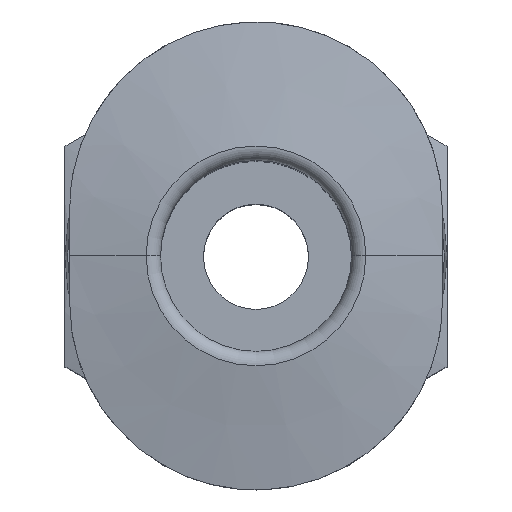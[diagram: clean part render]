
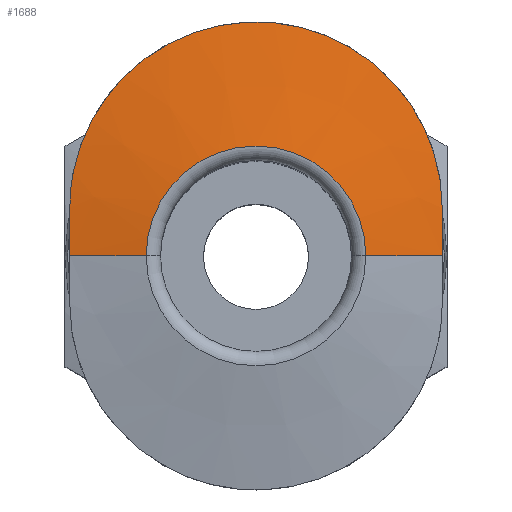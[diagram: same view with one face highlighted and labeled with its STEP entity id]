
A CAD part, top view. The second image highlights one B-rep face of the part: STEP entity #1688.
In plain terms, the highlighted conical face has half-angle 80 degrees and reference radius 4.935 mm.
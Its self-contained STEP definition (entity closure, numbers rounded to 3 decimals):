
#46 = CARTESIAN_POINT ( 'NONE',  ( -3.774, 2.014, 12.852 ) ) ;
#63 = VERTEX_POINT ( 'NONE', #725 ) ;
#89 = CARTESIAN_POINT ( 'NONE',  ( -3.9, 0.334, 12.918 ) ) ;
#99 = EDGE_CURVE ( 'NONE', #289, #776, #303, .T. ) ;
#101 = AXIS2_PLACEMENT_3D ( 'NONE', #441, #1493, #1381 ) ;
#131 = CARTESIAN_POINT ( 'NONE',  ( 3.9, 0., 12.918 ) ) ;
#167 = CARTESIAN_POINT ( 'NONE',  ( -3.9, 1., 12.896 ) ) ;
#173 = CARTESIAN_POINT ( 'NONE',  ( -3.701, 2.257, 12.842 ) ) ;
#252 = CARTESIAN_POINT ( 'NONE',  ( 4.935, 0., 12.735 ) ) ;
#275 = CIRCLE ( 'NONE', #101, 2.3 ) ;
#276 = CARTESIAN_POINT ( 'NONE',  ( 0., 0., 12.735 ) ) ;
#281 = DIRECTION ( 'NONE',  ( -1., 0., 0. ) ) ;
#289 = VERTEX_POINT ( 'NONE', #1347 ) ;
#290 = CARTESIAN_POINT ( 'NONE',  ( 3.9, 1., 12.896 ) ) ;
#303 = LINE ( 'NONE', #1055, #593 ) ;
#312 = CARTESIAN_POINT ( 'NONE',  ( 0.257, 4.9, 12.742 ) ) ;
#340 = DIRECTION ( 'NONE',  ( -0.985, 0., -0.174 ) ) ;
#413 = VERTEX_POINT ( 'NONE', #1228 ) ;
#426 = CARTESIAN_POINT ( 'NONE',  ( -1.954, 4.384, 12.76 ) ) ;
#430 = ORIENTED_EDGE ( 'NONE', *, *, #99, .F. ) ;
#431 = CARTESIAN_POINT ( 'NONE',  ( -3.874, 1.515, 12.873 ) ) ;
#437 = CARTESIAN_POINT ( 'NONE',  ( -1.726, 4.507, 12.756 ) ) ;
#441 = CARTESIAN_POINT ( 'NONE',  ( 0., 0., 13.2 ) ) ;
#444 = CARTESIAN_POINT ( 'NONE',  ( -1.011, 4.775, 12.746 ) ) ;
#452 = ORIENTED_EDGE ( 'NONE', *, *, #1066, .T. ) ;
#456 = AXIS2_PLACEMENT_3D ( 'NONE', #276, #808, #281 ) ;
#519 = DIRECTION ( 'NONE',  ( 0.985, 0., -0.174 ) ) ;
#537 = CARTESIAN_POINT ( 'NONE',  ( 3.9, 0.667, 12.91 ) ) ;
#552 = CARTESIAN_POINT ( 'NONE',  ( 3.701, 2.256, 12.843 ) ) ;
#567 = B_SPLINE_CURVE_WITH_KNOTS ( 'NONE', 3,
 ( #784, #1057, #712, #1091, #552, #1508, #977, #829, #1389, #984, #577, #1645, #968, #1252, #570, #693, #312, #1096, #1495, #444, #688, #437, #426, #1635, #841, #1640, #1235, #1369, #1240, #173, #46, #431, #824, #167 ),
 .UNSPECIFIED., .F., .F.,
 ( 4, 2, 2, 2, 2, 2, 2, 2, 2, 2, 2, 2, 2, 2, 2, 2, 4 ),
 ( 0., 0.001, 0.002, 0.002, 0.003, 0.004, 0.005, 0.005, 0.006, 0.007, 0.008, 0.008, 0.009, 0.01, 0.011, 0.011, 0.012 ),
 .UNSPECIFIED. ) ;
#570 = CARTESIAN_POINT ( 'NONE',  ( 1.014, 4.775, 12.746 ) ) ;
#577 = CARTESIAN_POINT ( 'NONE',  ( 2.382, 4.099, 12.771 ) ) ;
#593 = VECTOR ( 'NONE', #340, 1000. ) ;
#634 = VECTOR ( 'NONE', #519, 1000. ) ;
#640 = CARTESIAN_POINT ( 'NONE',  ( -3.9, 0., 12.918 ) ) ;
#649 = EDGE_CURVE ( 'NONE', #413, #776, #1564, .T. ) ;
#688 = CARTESIAN_POINT ( 'NONE',  ( -1.254, 4.702, 12.749 ) ) ;
#693 = CARTESIAN_POINT ( 'NONE',  ( 0.51, 4.875, 12.742 ) ) ;
#710 = EDGE_LOOP ( 'NONE', ( #452, #1304, #1153, #1147, #1300, #430 ) ) ;
#712 = CARTESIAN_POINT ( 'NONE',  ( 3.875, 1.511, 12.874 ) ) ;
#725 = CARTESIAN_POINT ( 'NONE',  ( 2.3, 0., 13.2 ) ) ;
#744 = LINE ( 'NONE', #252, #634 ) ;
#764 = B_SPLINE_CURVE_WITH_KNOTS ( 'NONE', 3,
 ( #131, #1094, #537, #290 ),
 .UNSPECIFIED., .F., .F.,
 ( 4, 4 ),
 ( 0.005, 0.006 ),
 .UNSPECIFIED. ) ;
#776 = VERTEX_POINT ( 'NONE', #640 ) ;
#784 = CARTESIAN_POINT ( 'NONE',  ( 3.9, 1., 12.896 ) ) ;
#808 = DIRECTION ( 'NONE',  ( 0., 0., -1. ) ) ;
#824 = CARTESIAN_POINT ( 'NONE',  ( -3.9, 1.257, 12.884 ) ) ;
#829 = CARTESIAN_POINT ( 'NONE',  ( 3.103, 3.376, 12.798 ) ) ;
#841 = CARTESIAN_POINT ( 'NONE',  ( -2.574, 3.941, 12.777 ) ) ;
#892 = CONICAL_SURFACE ( 'NONE', #456, 4.935, 1.396 ) ;
#893 = CARTESIAN_POINT ( 'NONE',  ( -3.9, 0.667, 12.91 ) ) ;
#968 = CARTESIAN_POINT ( 'NONE',  ( 1.729, 4.505, 12.756 ) ) ;
#977 = CARTESIAN_POINT ( 'NONE',  ( 3.386, 2.953, 12.815 ) ) ;
#984 = CARTESIAN_POINT ( 'NONE',  ( 2.578, 3.937, 12.777 ) ) ;
#1035 = FACE_OUTER_BOUND ( 'NONE', #710, .T. ) ;
#1055 = CARTESIAN_POINT ( 'NONE',  ( -4.935, 0., 12.735 ) ) ;
#1057 = CARTESIAN_POINT ( 'NONE',  ( 3.9, 1.257, 12.884 ) ) ;
#1066 = EDGE_CURVE ( 'NONE', #289, #63, #275, .T. ) ;
#1091 = CARTESIAN_POINT ( 'NONE',  ( 3.776, 2.009, 12.853 ) ) ;
#1094 = CARTESIAN_POINT ( 'NONE',  ( 3.9, 0.334, 12.918 ) ) ;
#1096 = CARTESIAN_POINT ( 'NONE',  ( -0.252, 4.9, 12.742 ) ) ;
#1147 = ORIENTED_EDGE ( 'NONE', *, *, #1334, .T. ) ;
#1153 = ORIENTED_EDGE ( 'NONE', *, *, #1661, .T. ) ;
#1159 = CARTESIAN_POINT ( 'NONE',  ( -3.9, 0., 12.918 ) ) ;
#1160 = CARTESIAN_POINT ( 'NONE',  ( 3.9, 0., 12.918 ) ) ;
#1216 = VERTEX_POINT ( 'NONE', #1160 ) ;
#1228 = CARTESIAN_POINT ( 'NONE',  ( -3.9, 1., 12.896 ) ) ;
#1235 = CARTESIAN_POINT ( 'NONE',  ( -3.1, 3.38, 12.798 ) ) ;
#1240 = CARTESIAN_POINT ( 'NONE',  ( -3.505, 2.73, 12.823 ) ) ;
#1252 = CARTESIAN_POINT ( 'NONE',  ( 1.26, 4.7, 12.749 ) ) ;
#1291 = CARTESIAN_POINT ( 'NONE',  ( -3.9, 1., 12.896 ) ) ;
#1298 = VERTEX_POINT ( 'NONE', #1455 ) ;
#1300 = ORIENTED_EDGE ( 'NONE', *, *, #649, .T. ) ;
#1304 = ORIENTED_EDGE ( 'NONE', *, *, #1510, .T. ) ;
#1334 = EDGE_CURVE ( 'NONE', #1298, #413, #567, .T. ) ;
#1347 = CARTESIAN_POINT ( 'NONE',  ( -2.3, 0., 13.2 ) ) ;
#1369 = CARTESIAN_POINT ( 'NONE',  ( -3.383, 2.958, 12.814 ) ) ;
#1381 = DIRECTION ( 'NONE',  ( -1., 0., 0. ) ) ;
#1389 = CARTESIAN_POINT ( 'NONE',  ( 2.938, 3.577, 12.791 ) ) ;
#1455 = CARTESIAN_POINT ( 'NONE',  ( 3.9, 1., 12.896 ) ) ;
#1493 = DIRECTION ( 'NONE',  ( 0., 0., -1. ) ) ;
#1495 = CARTESIAN_POINT ( 'NONE',  ( -0.51, 4.875, 12.742 ) ) ;
#1508 = CARTESIAN_POINT ( 'NONE',  ( 3.505, 2.729, 12.824 ) ) ;
#1510 = EDGE_CURVE ( 'NONE', #63, #1216, #744, .T. ) ;
#1564 = B_SPLINE_CURVE_WITH_KNOTS ( 'NONE', 3,
 ( #1291, #893, #89, #1159 ),
 .UNSPECIFIED., .F., .F.,
 ( 4, 4 ),
 ( 0.002, 0.003 ),
 .UNSPECIFIED. ) ;
#1635 = CARTESIAN_POINT ( 'NONE',  ( -2.377, 4.102, 12.771 ) ) ;
#1640 = CARTESIAN_POINT ( 'NONE',  ( -2.938, 3.577, 12.791 ) ) ;
#1645 = CARTESIAN_POINT ( 'NONE',  ( 1.956, 4.384, 12.76 ) ) ;
#1661 = EDGE_CURVE ( 'NONE', #1216, #1298, #764, .T. ) ;
#1688 = ADVANCED_FACE ( 'CONE_7', ( #1035 ), #892, .T. ) ;
